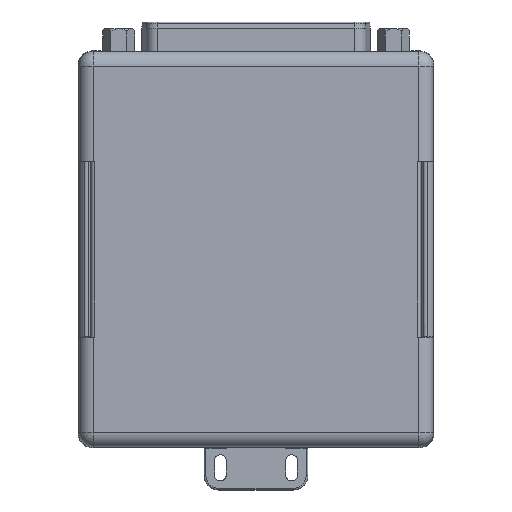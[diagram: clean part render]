
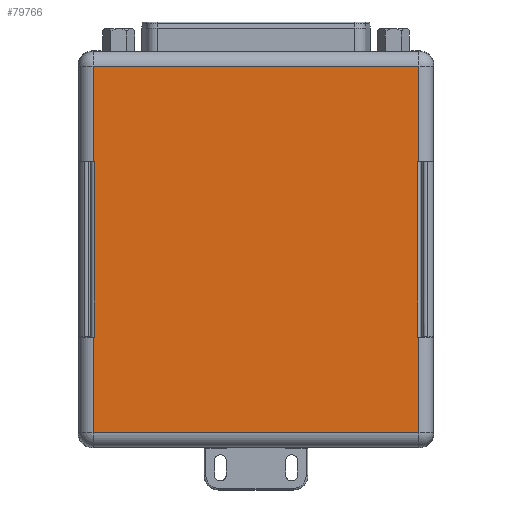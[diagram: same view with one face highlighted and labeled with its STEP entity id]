
A CAD part, front view. The second image highlights one B-rep face of the part: STEP entity #79766.
In plain terms, the highlighted planar face has unit normal (0, -1, 0).
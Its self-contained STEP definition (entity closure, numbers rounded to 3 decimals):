
#369 = DIRECTION ( 'NONE',  ( -1., 0., 0. ) ) ;
#4538 = CARTESIAN_POINT ( 'NONE',  ( 27.904, 0., 31.404 ) ) ;
#5148 = LINE ( 'NONE', #42854, #63923 ) ;
#6963 = LINE ( 'NONE', #67176, #63412 ) ;
#8500 = ORIENTED_EDGE ( 'NONE', *, *, #92466, .T. ) ;
#8624 = VECTOR ( 'NONE', #19423, 1000. ) ;
#10713 = DIRECTION ( 'NONE',  ( 0., 0., -1. ) ) ;
#11436 = CARTESIAN_POINT ( 'NONE',  ( -27.7, 0., 15.05 ) ) ;
#11927 = VERTEX_POINT ( 'NONE', #67961 ) ;
#12528 = ORIENTED_EDGE ( 'NONE', *, *, #47605, .T. ) ;
#12759 = VERTEX_POINT ( 'NONE', #53370 ) ;
#13714 = VECTOR ( 'NONE', #80360, 1000. ) ;
#14261 = CARTESIAN_POINT ( 'NONE',  ( 27.7, 0., 15.05 ) ) ;
#14759 = EDGE_CURVE ( 'NONE', #26834, #11927, #25536, .T. ) ;
#15661 = LINE ( 'NONE', #44440, #52484 ) ;
#15763 = DIRECTION ( 'NONE',  ( -1., 0., 0. ) ) ;
#18637 = EDGE_CURVE ( 'NONE', #46924, #68583, #70129, .T. ) ;
#19423 = DIRECTION ( 'NONE',  ( 0., 0., 1. ) ) ;
#21675 = DIRECTION ( 'NONE',  ( 0., 0., 1. ) ) ;
#23962 = ORIENTED_EDGE ( 'NONE', *, *, #31598, .T. ) ;
#25531 = ORIENTED_EDGE ( 'NONE', *, *, #89123, .T. ) ;
#25536 = LINE ( 'NONE', #62254, #64715 ) ;
#26485 = VECTOR ( 'NONE', #87879, 1000. ) ;
#26834 = VERTEX_POINT ( 'NONE', #11436 ) ;
#27455 = ORIENTED_EDGE ( 'NONE', *, *, #18637, .T. ) ;
#29058 = PLANE ( 'NONE',  #47698 ) ;
#29175 = LINE ( 'NONE', #52757, #68296 ) ;
#29203 = ORIENTED_EDGE ( 'NONE', *, *, #62906, .T. ) ;
#31381 = LINE ( 'NONE', #60737, #68238 ) ;
#31502 = DIRECTION ( 'NONE',  ( -1., 0., 0. ) ) ;
#31598 = EDGE_CURVE ( 'NONE', #75941, #91784, #57969, .T. ) ;
#32389 = EDGE_CURVE ( 'NONE', #57079, #78371, #42667, .T. ) ;
#35630 = CARTESIAN_POINT ( 'NONE',  ( -27.904, 0., 31.404 ) ) ;
#39401 = ORIENTED_EDGE ( 'NONE', *, *, #65844, .T. ) ;
#40355 = VECTOR ( 'NONE', #41172, 1000. ) ;
#40506 = LINE ( 'NONE', #14261, #79704 ) ;
#41172 = DIRECTION ( 'NONE',  ( 0., 0., 1. ) ) ;
#42667 = LINE ( 'NONE', #56029, #40355 ) ;
#42854 = CARTESIAN_POINT ( 'NONE',  ( 30.36, 0., -31.404 ) ) ;
#43842 = DIRECTION ( 'NONE',  ( 0., 0., -1. ) ) ;
#44440 = CARTESIAN_POINT ( 'NONE',  ( -30.36, 0., 31.404 ) ) ;
#46045 = LINE ( 'NONE', #51834, #26485 ) ;
#46924 = VERTEX_POINT ( 'NONE', #35630 ) ;
#47605 = EDGE_CURVE ( 'NONE', #12759, #75941, #67379, .T. ) ;
#47698 = AXIS2_PLACEMENT_3D ( 'NONE', #80549, #87936, #43842 ) ;
#48079 = EDGE_LOOP ( 'NONE', ( #27455, #39401, #57474, #84489, #25531, #64485, #12528, #23962, #56736, #8500, #83630, #29203 ) ) ;
#48611 = CARTESIAN_POINT ( 'NONE',  ( 27.904, 0., 33.86 ) ) ;
#51670 = VERTEX_POINT ( 'NONE', #94480 ) ;
#51834 = CARTESIAN_POINT ( 'NONE',  ( -27.904, 0., -33.86 ) ) ;
#51942 = EDGE_CURVE ( 'NONE', #11927, #74428, #29175, .T. ) ;
#52484 = VECTOR ( 'NONE', #369, 1000. ) ;
#52757 = CARTESIAN_POINT ( 'NONE',  ( -30.5, 0., -15.05 ) ) ;
#53370 = CARTESIAN_POINT ( 'NONE',  ( 27.904, 0., -31.404 ) ) ;
#56029 = CARTESIAN_POINT ( 'NONE',  ( 27.904, 0., 33.86 ) ) ;
#56736 = ORIENTED_EDGE ( 'NONE', *, *, #57182, .T. ) ;
#57079 = VERTEX_POINT ( 'NONE', #72222 ) ;
#57182 = EDGE_CURVE ( 'NONE', #91784, #94640, #40506, .T. ) ;
#57474 = ORIENTED_EDGE ( 'NONE', *, *, #14759, .T. ) ;
#57969 = LINE ( 'NONE', #75664, #75201 ) ;
#60737 = CARTESIAN_POINT ( 'NONE',  ( 30.5, 0., 15.05 ) ) ;
#62254 = CARTESIAN_POINT ( 'NONE',  ( -27.7, 0., -15.05 ) ) ;
#62906 = EDGE_CURVE ( 'NONE', #78371, #46924, #15661, .T. ) ;
#63412 = VECTOR ( 'NONE', #74617, 1000. ) ;
#63923 = VECTOR ( 'NONE', #94295, 1000. ) ;
#64485 = ORIENTED_EDGE ( 'NONE', *, *, #91773, .T. ) ;
#64715 = VECTOR ( 'NONE', #10713, 1000. ) ;
#65844 = EDGE_CURVE ( 'NONE', #68583, #26834, #6963, .T. ) ;
#67176 = CARTESIAN_POINT ( 'NONE',  ( -30.5, 0., 15.05 ) ) ;
#67379 = LINE ( 'NONE', #48611, #8624 ) ;
#67961 = CARTESIAN_POINT ( 'NONE',  ( -27.7, 0., -15.05 ) ) ;
#68096 = DIRECTION ( 'NONE',  ( 1., 0., 0. ) ) ;
#68238 = VECTOR ( 'NONE', #68096, 1000. ) ;
#68296 = VECTOR ( 'NONE', #15763, 1000. ) ;
#68583 = VERTEX_POINT ( 'NONE', #89679 ) ;
#70129 = LINE ( 'NONE', #80663, #13714 ) ;
#72222 = CARTESIAN_POINT ( 'NONE',  ( 27.904, 0., 15.05 ) ) ;
#74428 = VERTEX_POINT ( 'NONE', #90192 ) ;
#74617 = DIRECTION ( 'NONE',  ( 1., 0., 0. ) ) ;
#75201 = VECTOR ( 'NONE', #31502, 1000. ) ;
#75664 = CARTESIAN_POINT ( 'NONE',  ( 30.5, 0., -15.05 ) ) ;
#75941 = VERTEX_POINT ( 'NONE', #92802 ) ;
#78371 = VERTEX_POINT ( 'NONE', #4538 ) ;
#79704 = VECTOR ( 'NONE', #21675, 1000. ) ;
#79766 = ADVANCED_FACE ( 'NONE', ( #85811 ), #29058, .T. ) ;
#80360 = DIRECTION ( 'NONE',  ( 0., 0., -1. ) ) ;
#80549 = CARTESIAN_POINT ( 'NONE',  ( 0., 0., 0. ) ) ;
#80663 = CARTESIAN_POINT ( 'NONE',  ( -27.904, 0., -33.86 ) ) ;
#83630 = ORIENTED_EDGE ( 'NONE', *, *, #32389, .T. ) ;
#84489 = ORIENTED_EDGE ( 'NONE', *, *, #51942, .T. ) ;
#84833 = CARTESIAN_POINT ( 'NONE',  ( 27.7, 0., 15.05 ) ) ;
#85811 = FACE_OUTER_BOUND ( 'NONE', #48079, .T. ) ;
#86913 = CARTESIAN_POINT ( 'NONE',  ( 27.7, 0., -15.05 ) ) ;
#87879 = DIRECTION ( 'NONE',  ( 0., 0., -1. ) ) ;
#87936 = DIRECTION ( 'NONE',  ( 0., -1., 0. ) ) ;
#89123 = EDGE_CURVE ( 'NONE', #74428, #51670, #46045, .T. ) ;
#89679 = CARTESIAN_POINT ( 'NONE',  ( -27.904, 0., 15.05 ) ) ;
#90192 = CARTESIAN_POINT ( 'NONE',  ( -27.904, 0., -15.05 ) ) ;
#91773 = EDGE_CURVE ( 'NONE', #51670, #12759, #5148, .T. ) ;
#91784 = VERTEX_POINT ( 'NONE', #86913 ) ;
#92466 = EDGE_CURVE ( 'NONE', #94640, #57079, #31381, .T. ) ;
#92802 = CARTESIAN_POINT ( 'NONE',  ( 27.904, 0., -15.05 ) ) ;
#94295 = DIRECTION ( 'NONE',  ( 1., 0., 0. ) ) ;
#94480 = CARTESIAN_POINT ( 'NONE',  ( -27.904, 0., -31.404 ) ) ;
#94640 = VERTEX_POINT ( 'NONE', #84833 ) ;
